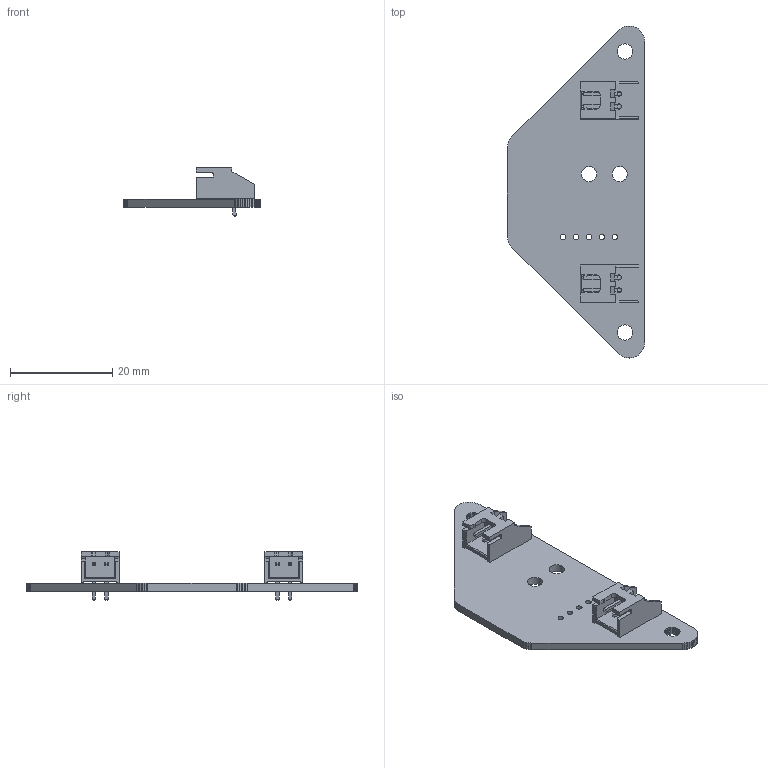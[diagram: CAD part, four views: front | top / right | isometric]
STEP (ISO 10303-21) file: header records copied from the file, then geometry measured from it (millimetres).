
FILE_DESCRIPTION(('KiCad electronic assembly'),'2;1');
FILE_NAME('Switch.step','2024-04-30T19:32:49',('Pcbnew'),('Kicad'), 'Open CASCADE STEP processor 7.6','KiCad to STEP converter','Unknown' );
FILE_SCHEMA(('AUTOMOTIVE_DESIGN { 1 0 10303 214 1 1 1 1 }'));
Length unit declared in the file: millimetre
Products named in the file (4): Switch 1; JST_XH_S2B-XH-A-1_1x02_P2.50mm_Horizontal; SOLID; Switch PCB
Assembly tree (4 placements, depth 3):
  Switch 1
    JST_XH_S2B-XH-A-1_1x02_P2.50mm_Horizontal  x2
      SOLID
    Switch PCB
Bounding box: 26.87 x 65.05 x 9.5 mm (x, y, z)
Volume: 2271.8 mm3; surface area: 3764.3 mm2
Topology: 3 solids, 3 shells, 357 faces, 1009 edges, 666 vertices
Faces by surface type: plane 330, cylinder 27
Full cylindrical faces by diameter (mm): 1 x4, 1.1 x5, 3 x2
Entity records: 18427 total; most frequent: CARTESIAN_POINT 3057, DIRECTION 2692, LINE 2090, VECTOR 2090, ORIENTED_EDGE 1444, PCURVE 1444, DEFINITIONAL_REPRESENTATION 1444, EDGE_CURVE 722
